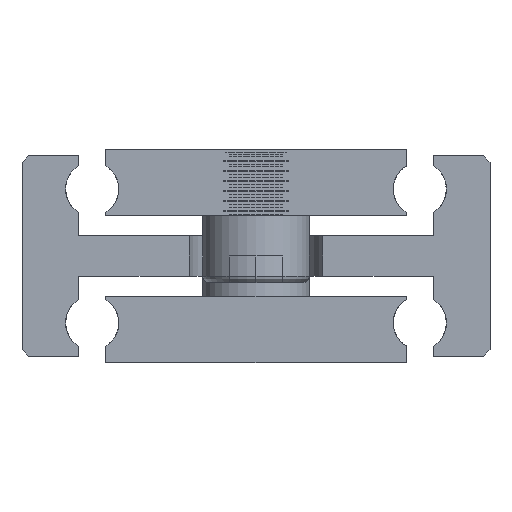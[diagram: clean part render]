
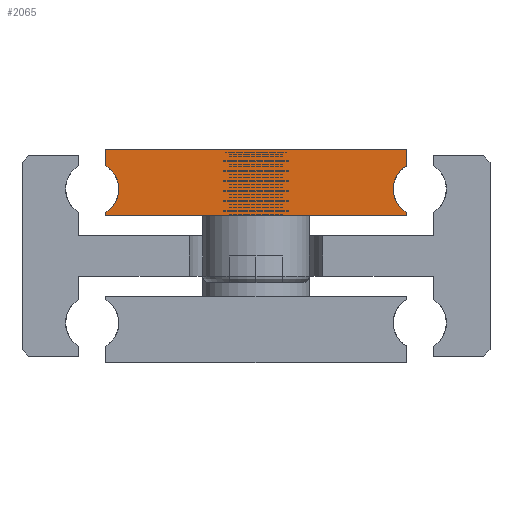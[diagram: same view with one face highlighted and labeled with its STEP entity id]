
A CAD part, front view. The second image highlights one B-rep face of the part: STEP entity #2065.
In plain terms, the highlighted planar face has unit normal (0, -1, 0).
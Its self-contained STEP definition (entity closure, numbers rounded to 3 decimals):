
#110=PLANE('',#2314);
#244=FACE_OUTER_BOUND('',#395,.T.);
#395=EDGE_LOOP('',(#1764,#1765,#1766,#1767,#1768,#1769,#1770,#1771));
#552=LINE('',#3650,#721);
#553=LINE('',#3653,#722);
#562=LINE('',#3669,#731);
#563=LINE('',#3672,#732);
#565=LINE('',#3675,#734);
#566=LINE('',#3677,#735);
#721=VECTOR('',#2784,2.536);
#722=VECTOR('',#2787,0.536);
#731=VECTOR('',#2802,0.536);
#732=VECTOR('',#2805,2.536);
#734=VECTOR('',#2809,45.);
#735=VECTOR('',#2812,45.);
#798=CIRCLE('',#2249,4.);
#799=CIRCLE('',#2251,4.);
#967=VERTEX_POINT('',#3433);
#968=VERTEX_POINT('',#3435);
#971=VERTEX_POINT('',#3485);
#972=VERTEX_POINT('',#3486);
#1013=VERTEX_POINT('',#3648);
#1014=VERTEX_POINT('',#3652);
#1018=VERTEX_POINT('',#3667);
#1019=VERTEX_POINT('',#3671);
#1198=EDGE_CURVE('',#968,#967,#798,.T.);
#1202=EDGE_CURVE('',#971,#972,#799,.T.);
#1263=EDGE_CURVE('',#1013,#972,#552,.T.);
#1264=EDGE_CURVE('',#971,#1014,#553,.T.);
#1273=EDGE_CURVE('',#1018,#967,#562,.T.);
#1274=EDGE_CURVE('',#968,#1019,#563,.T.);
#1276=EDGE_CURVE('',#1014,#1018,#565,.T.);
#1277=EDGE_CURVE('',#1019,#1013,#566,.T.);
#1764=ORIENTED_EDGE('',*,*,#1202,.T.);
#1765=ORIENTED_EDGE('',*,*,#1263,.F.);
#1766=ORIENTED_EDGE('',*,*,#1277,.F.);
#1767=ORIENTED_EDGE('',*,*,#1274,.F.);
#1768=ORIENTED_EDGE('',*,*,#1198,.T.);
#1769=ORIENTED_EDGE('',*,*,#1273,.F.);
#1770=ORIENTED_EDGE('',*,*,#1276,.F.);
#1771=ORIENTED_EDGE('',*,*,#1264,.F.);
#2065=ADVANCED_FACE('',(#244),#110,.F.);
#2249=AXIS2_PLACEMENT_3D('',#3436,#2645,#2646);
#2251=AXIS2_PLACEMENT_3D('',#3487,#2650,#2651);
#2314=AXIS2_PLACEMENT_3D('',#3678,#2813,#2814);
#2645=DIRECTION('center_axis',(0.,1.,0.));
#2646=DIRECTION('ref_axis',(1.,0.,0.));
#2650=DIRECTION('center_axis',(0.,1.,0.));
#2651=DIRECTION('ref_axis',(1.,0.,0.));
#2784=DIRECTION('',(0.,0.,-1.));
#2787=DIRECTION('',(0.,0.,-1.));
#2802=DIRECTION('',(0.,0.,1.));
#2805=DIRECTION('',(0.,0.,1.));
#2809=DIRECTION('',(-1.,0.,0.));
#2812=DIRECTION('',(1.,0.,0.));
#2813=DIRECTION('center_axis',(0.,1.,0.));
#2814=DIRECTION('ref_axis',(0.,0.,1.));
#3433=CARTESIAN_POINT('',(-22.5,-600.,-2.964));
#3435=CARTESIAN_POINT('',(-22.5,-600.,3.964));
#3436=CARTESIAN_POINT('Origin',(-24.5,-600.,0.5));
#3485=CARTESIAN_POINT('',(22.5,-600.,-2.964));
#3486=CARTESIAN_POINT('',(22.5,-600.,3.964));
#3487=CARTESIAN_POINT('Origin',(24.5,-600.,0.5));
#3648=CARTESIAN_POINT('',(22.5,-600.,6.5));
#3650=CARTESIAN_POINT('',(22.5,-600.,6.5));
#3652=CARTESIAN_POINT('',(22.5,-600.,-3.5));
#3653=CARTESIAN_POINT('',(22.5,-600.,-2.964));
#3667=CARTESIAN_POINT('',(-22.5,-600.,-3.5));
#3669=CARTESIAN_POINT('',(-22.5,-600.,-3.5));
#3671=CARTESIAN_POINT('',(-22.5,-600.,6.5));
#3672=CARTESIAN_POINT('',(-22.5,-600.,3.964));
#3675=CARTESIAN_POINT('',(22.5,-600.,-3.5));
#3677=CARTESIAN_POINT('',(-22.5,-600.,6.5));
#3678=CARTESIAN_POINT('Origin',(0.,-600.,1.5));
